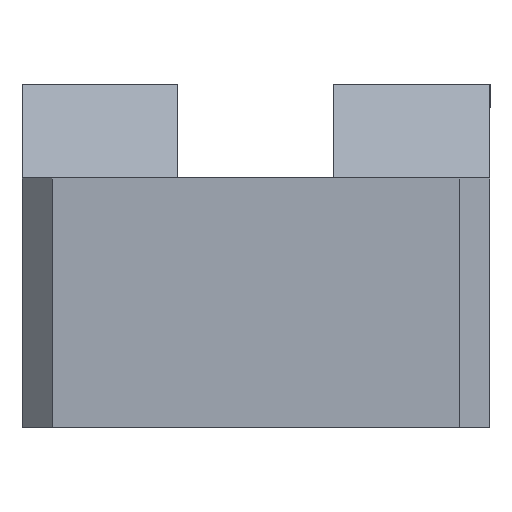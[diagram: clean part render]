
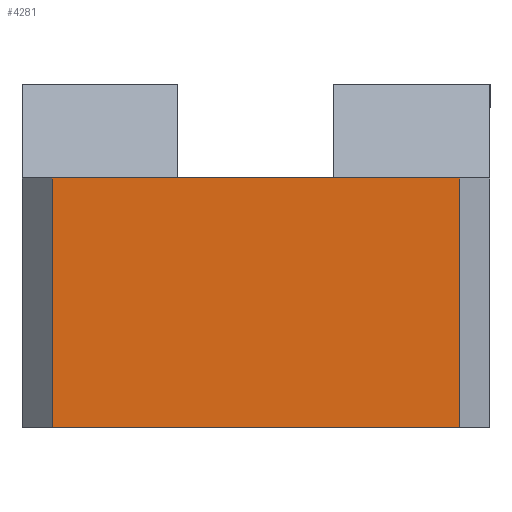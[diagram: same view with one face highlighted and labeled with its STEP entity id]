
A CAD part, left-side view. The second image highlights one B-rep face of the part: STEP entity #4281.
In plain terms, the highlighted planar face has unit normal (-1, 0, 0).
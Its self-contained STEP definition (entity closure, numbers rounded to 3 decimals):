
#61=FACE_OUTER_BOUND('',#289,.T.);
#289=EDGE_LOOP('',(#2946,#2947,#2948,#2949));
#576=LINE('',#6009,#1201);
#579=LINE('',#6015,#1204);
#581=LINE('',#6019,#1206);
#582=LINE('',#6020,#1207);
#1201=VECTOR('',#4886,10.);
#1204=VECTOR('',#4891,10.);
#1206=VECTOR('',#4895,10.);
#1207=VECTOR('',#4896,10.);
#1802=VERTEX_POINT('',#6006);
#1803=VERTEX_POINT('',#6008);
#1805=VERTEX_POINT('',#6014);
#1806=VERTEX_POINT('',#6018);
#2239=EDGE_CURVE('',#1803,#1802,#576,.T.);
#2242=EDGE_CURVE('',#1803,#1805,#579,.T.);
#2244=EDGE_CURVE('',#1802,#1806,#581,.T.);
#2245=EDGE_CURVE('',#1806,#1805,#582,.T.);
#2946=ORIENTED_EDGE('',*,*,#2242,.F.);
#2947=ORIENTED_EDGE('',*,*,#2239,.T.);
#2948=ORIENTED_EDGE('',*,*,#2244,.T.);
#2949=ORIENTED_EDGE('',*,*,#2245,.T.);
#4057=PLANE('',#4524);
#4281=ADVANCED_FACE('',(#61),#4057,.T.);
#4524=AXIS2_PLACEMENT_3D('',#6017,#4893,#4894);
#4886=DIRECTION('',(0.,-1.,0.));
#4891=DIRECTION('',(0.,0.,1.));
#4893=DIRECTION('center_axis',(-1.,0.,0.));
#4894=DIRECTION('ref_axis',(0.,0.,1.));
#4895=DIRECTION('',(0.,0.,1.));
#4896=DIRECTION('',(0.,1.,0.));
#6006=CARTESIAN_POINT('',(-15.5,1.942,-4.));
#6008=CARTESIAN_POINT('',(-15.5,28.058,-4.));
#6009=CARTESIAN_POINT('',(-15.5,8.471,-4.));
#6014=CARTESIAN_POINT('',(-15.5,28.058,12.));
#6015=CARTESIAN_POINT('',(-15.5,28.058,0.));
#6017=CARTESIAN_POINT('Origin',(-15.5,28.058,0.));
#6018=CARTESIAN_POINT('',(-15.5,1.942,12.));
#6019=CARTESIAN_POINT('',(-15.5,1.942,0.));
#6020=CARTESIAN_POINT('',(-15.5,1.942,12.));
